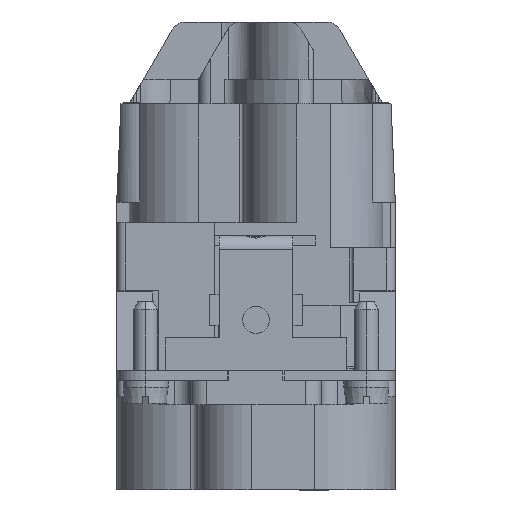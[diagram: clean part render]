
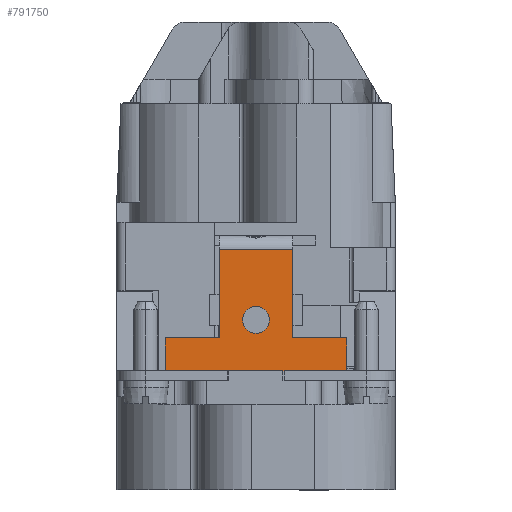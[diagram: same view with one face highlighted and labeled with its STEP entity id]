
A CAD part, left-side view. The second image highlights one B-rep face of the part: STEP entity #791750.
In plain terms, the highlighted planar face has unit normal (-1, 0, 0).
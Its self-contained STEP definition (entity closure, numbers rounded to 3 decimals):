
#7500=CARTESIAN_POINT('',(15.401,43.874,17.7));
#7510=VERTEX_POINT('',#7500);
#13340=CARTESIAN_POINT('',(15.401,50.474,17.7));
#13350=VERTEX_POINT('',#13340);
#13520=CARTESIAN_POINT('',(15.401,50.674,
17.7));
#13530=VERTEX_POINT('',#13520);
#13560=CARTESIAN_POINT('',(15.401,36.194,
17.7));
#13570=DIRECTION('',(0.,1.,0.));
#13580=VECTOR('',#13570,1.);
#13590=LINE('',#13560,#13580);
#13600=EDGE_CURVE('',#13350,#13530,#13590,.T.);
#596310=CARTESIAN_POINT('',(15.401,51.674,
23.2));
#596320=VERTEX_POINT('',#596310);
#596950=CARTESIAN_POINT('',(15.401,42.674,
27.));
#596960=VERTEX_POINT('',#596950);
#600340=CARTESIAN_POINT('',(15.401,42.674,
23.2));
#600350=VERTEX_POINT('',#600340);
#600520=CARTESIAN_POINT('',(15.401,42.674,
21.7));
#600530=VERTEX_POINT('',#600520);
#600560=CARTESIAN_POINT('',(15.401,42.674,
1.));
#600570=DIRECTION('',(0.,0.,-1.));
#600580=VECTOR('',#600570,1.);
#600590=LINE('',#600560,#600580);
#600600=EDGE_CURVE('',#600350,#600530,#600590,.T.);
#606850=CARTESIAN_POINT('',(15.401,36.074,
21.7));
#606860=VERTEX_POINT('',#606850);
#606890=CARTESIAN_POINT('',(15.401,91.173,
21.7));
#606900=DIRECTION('',(0.,-1.,0.));
#606910=VECTOR('',#606900,1.);
#606920=LINE('',#606890,#606910);
#606930=EDGE_CURVE('',#600530,#606860,#606920,.T.);
#607790=CARTESIAN_POINT('',(15.401,36.074,
17.7));
#607800=VERTEX_POINT('',#607790);
#607830=CARTESIAN_POINT('',(15.401,36.074,
1.));
#607840=DIRECTION('',(0.,0.,-1.));
#607850=VECTOR('',#607840,1.);
#607860=LINE('',#607830,#607850);
#607870=EDGE_CURVE('',#606860,#607800,#607860,.T.);
#630340=CARTESIAN_POINT('',(15.401,51.674,
27.));
#630350=VERTEX_POINT('',#630340);
#630680=CARTESIAN_POINT('',(15.401,51.674,
32.5));
#630690=VERTEX_POINT('',#630680);
#630720=CARTESIAN_POINT('',(15.401,51.674,
1.));
#630730=DIRECTION('',(0.,0.,1.));
#630740=VECTOR('',#630730,1.);
#630750=LINE('',#630720,#630740);
#630760=EDGE_CURVE('',#630350,#630690,#630750,.T.);
#640700=CARTESIAN_POINT('',(15.401,58.274,
17.7));
#640710=VERTEX_POINT('',#640700);
#640740=CARTESIAN_POINT('',(15.401,36.194,
17.7));
#640750=DIRECTION('',(0.,1.,0.));
#640760=VECTOR('',#640750,1.);
#640770=LINE('',#640740,#640760);
#640780=EDGE_CURVE('',#13530,#640710,#640770,.T.);
#660930=CARTESIAN_POINT('',(15.401,42.674,
32.5));
#660940=VERTEX_POINT('',#660930);
#660970=CARTESIAN_POINT('',(15.401,91.173,
32.5));
#660980=DIRECTION('',(0.,-1.,0.));
#660990=VECTOR('',#660980,1.);
#661000=LINE('',#660970,#660990);
#661010=EDGE_CURVE('',#630690,#660940,#661000,.T.);
#664760=CARTESIAN_POINT('',(15.401,42.674,
1.));
#664770=DIRECTION('',(0.,0.,-1.));
#664780=VECTOR('',#664770,1.);
#664790=LINE('',#664760,#664780);
#664800=EDGE_CURVE('',#660940,#596960,#664790,.T.);
#666660=CARTESIAN_POINT('',(15.401,51.674,
1.));
#666670=DIRECTION('',(0.,0.,1.));
#666680=VECTOR('',#666670,1.);
#666690=LINE('',#666660,#666680);
#666700=EDGE_CURVE('',#596320,#630350,#666690,.T.);
#667250=CARTESIAN_POINT('',(15.401,51.674,
1.));
#667260=DIRECTION('',(0.,0.,1.));
#667270=VECTOR('',#667260,1.);
#667280=LINE('',#667250,#667270);
#667290=CARTESIAN_POINT('',(15.401,51.674,
21.7));
#667300=VERTEX_POINT('',#667290);
#667310=EDGE_CURVE('',#667300,#596320,#667280,.T.);
#667790=CARTESIAN_POINT('',(15.401,91.173,
21.7));
#667800=DIRECTION('',(0.,-1.,0.));
#667810=VECTOR('',#667800,1.);
#667820=LINE('',#667790,#667810);
#667830=CARTESIAN_POINT('',(15.401,58.274,
21.7));
#667840=VERTEX_POINT('',#667830);
#667850=EDGE_CURVE('',#667840,#667300,#667820,.T.);
#668100=CARTESIAN_POINT('',(15.401,58.274,
1.));
#668110=DIRECTION('',(0.,0.,1.));
#668120=VECTOR('',#668110,1.);
#668130=LINE('',#668100,#668120);
#668140=EDGE_CURVE('',#640710,#667840,#668130,.T.);
#673280=CARTESIAN_POINT('',(15.401,43.674,
17.7));
#673290=VERTEX_POINT('',#673280);
#673300=EDGE_CURVE('',#673290,#7510,#13590,.T.);
#717480=CARTESIAN_POINT('',(15.401,0.,17.7));
#717490=DIRECTION('',(0.,-1.,0.));
#717500=VECTOR('',#717490,1.);
#717510=LINE('',#717480,#717500);
#717520=EDGE_CURVE('',#13350,#7510,#717510,.T.);
#762010=CARTESIAN_POINT('',(15.401,36.194,
17.7));
#762020=DIRECTION('',(0.,1.,0.));
#762030=VECTOR('',#762020,1.);
#762040=LINE('',#762010,#762030);
#762050=EDGE_CURVE('',#607800,#673290,#762040,.T.);
#762570=CARTESIAN_POINT('',(15.401,42.674,
1.));
#762580=DIRECTION('',(0.,0.,1.));
#762590=VECTOR('',#762580,1.);
#762600=LINE('',#762570,#762590);
#762610=EDGE_CURVE('',#600350,#596960,#762600,.T.);
#791170=CARTESIAN_POINT('',(15.401,48.824,23.9))
;
#791180=VERTEX_POINT('',#791170);
#791260=CARTESIAN_POINT('',(15.401,45.524,23.9))
;
#791270=VERTEX_POINT('',#791260);
#791300=CARTESIAN_POINT('',(15.401,47.174,
23.9));
#791310=DIRECTION('',(-1.,0.,0.));
#791320=DIRECTION('',(0.,-1.,0.));
#791330=AXIS2_PLACEMENT_3D('',#791300,#791310,#791320);
#791340=CIRCLE('',#791330,1.65);
#791350=EDGE_CURVE('',#791180,#791270,#791340,.T.);
#791470=CARTESIAN_POINT('',(15.401,30.174,
1.));
#791480=DIRECTION('',(-1.,0.,0.));
#791490=DIRECTION('',(0.,-1.,0.));
#791500=AXIS2_PLACEMENT_3D('',#791470,#791480,#791490);
#791510=PLANE('',#791500);
#791520=EDGE_CURVE('',#791270,#791180,#791340,.T.);
#791530=ORIENTED_EDGE('',*,*,#791520,.F.);
#791540=ORIENTED_EDGE('',*,*,#791350,.F.);
#791550=EDGE_LOOP('',(#791540,#791530));
#791560=FACE_BOUND('',#791550,.T.);
#791570=ORIENTED_EDGE('',*,*,#640780,.F.);
#791580=ORIENTED_EDGE('',*,*,#668140,.F.);
#791590=ORIENTED_EDGE('',*,*,#667850,.F.);
#791600=ORIENTED_EDGE('',*,*,#667310,.F.);
#791610=ORIENTED_EDGE('',*,*,#666700,.F.);
#791620=ORIENTED_EDGE('',*,*,#630760,.F.);
#791630=ORIENTED_EDGE('',*,*,#661010,.F.);
#791640=ORIENTED_EDGE('',*,*,#664800,.F.);
#791650=ORIENTED_EDGE('',*,*,#762610,.T.);
#791660=ORIENTED_EDGE('',*,*,#600600,.F.);
#791670=ORIENTED_EDGE('',*,*,#606930,.F.);
#791680=ORIENTED_EDGE('',*,*,#607870,.F.);
#791690=ORIENTED_EDGE('',*,*,#762050,.F.);
#791700=ORIENTED_EDGE('',*,*,#673300,.F.);
#791710=ORIENTED_EDGE('',*,*,#717520,.T.);
#791720=ORIENTED_EDGE('',*,*,#13600,.F.);
#791730=EDGE_LOOP('',(#791720,#791710,#791700,#791690,#791680,#791670,
#791660,#791650,#791640,#791630,#791620,#791610,#791600,#791590,#791580,
#791570));
#791740=FACE_OUTER_BOUND('',#791730,.T.);
#791750=ADVANCED_FACE('',(#791560,#791740),#791510,.T.);
